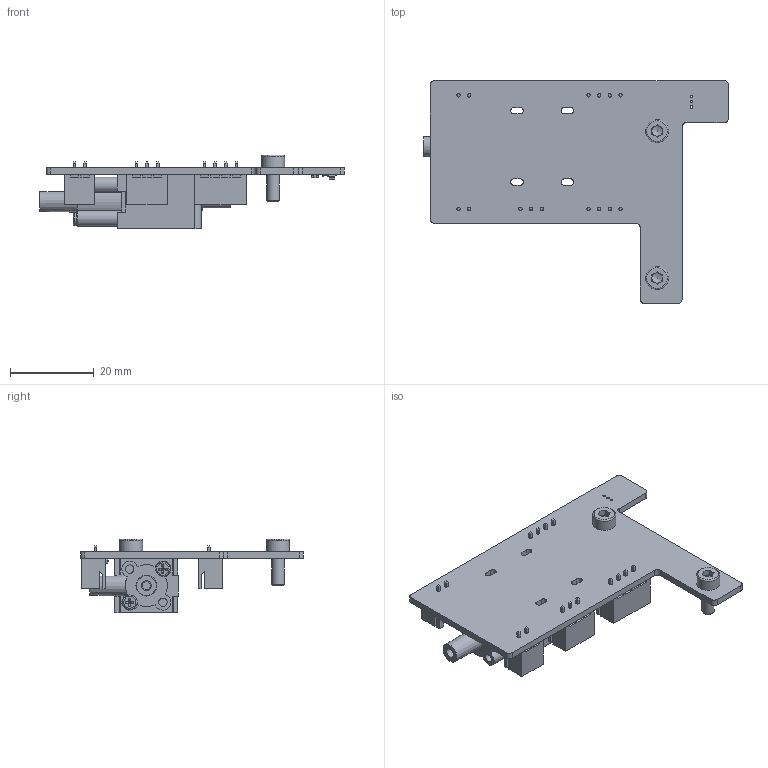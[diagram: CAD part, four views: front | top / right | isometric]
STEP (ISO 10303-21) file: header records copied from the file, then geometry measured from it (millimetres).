
FILE_DESCRIPTION(/* description */ ('STEP AP242','CAx-IF Rec.Pracs.---Representation and Presentation of Product Manufacturing Information (PMI)---4.0---2014-10-13','CAx-IF Rec.Pracs.---3D Tessellated Geometry---0.4---2014-09-14','2;1'),/* implementation_level */ '2;1');
FILE_NAME(/* name */ '62f56cb37537c53a5cfde8fd',/* time_stamp */ '2022-08-11T20:55:17+00:00',/* author */ (''),/* organization */ (''),/* preprocessor_version */ 'ST-DEVELOPER v18.102',/* originating_system */ ' ',/* authorisation */ ' ');
FILE_SCHEMA (('AP242_MANAGED_MODEL_BASED_3D_ENGINEERING_MIM_LF { 1 0 10303 442 1 1 4 }'));
Length unit declared in the file: metre
Products named in the file (13): pcb hall; Hex socket head cap screw M3x0.50 x 8; pcb-pick-plaz-hall v1 <1>; B4B-XH; B3B-XH; Board; B2B-XH; SOT-23; B4B-XH_1; 0603-RES; 0603_CAP; B2B-XH_1; solenoid valve
Assembly tree (13 placements, depth 3):
  pcb hall
    Hex socket head cap screw M3x0.50 x 8  x2
    pcb-pick-plaz-hall v1 <1>
      B4B-XH
      B3B-XH
      Board
      B2B-XH
      SOT-23
      B4B-XH_1
      0603-RES
      0603_CAP
      B2B-XH_1
    solenoid valve
Bounding box: 72.57 x 53 x 17.6 mm (x, y, z)
Volume: 8827.6 mm3; surface area: 11743.3 mm2
Topology: 12 solids, 12 shells, 829 faces, 2079 edges, 1306 vertices
Faces by surface type: plane 728, cylinder 79, torus 12, cone 10
Full cylindrical faces by diameter (mm): 0.6 x3, 0.8 x15, 1.5 x1, 2 x2, 3 x3, 3.5 x4, 4 x1, 5.5 x2, 12 x2
Entity records: 26115 total; most frequent: CARTESIAN_POINT 4103, ORIENTED_EDGE 3954, DIRECTION 3794, EDGE_CURVE 1977, LINE 1790, VECTOR 1790, VERTEX_POINT 1272, AXIS2_PLACEMENT_3D 1002
